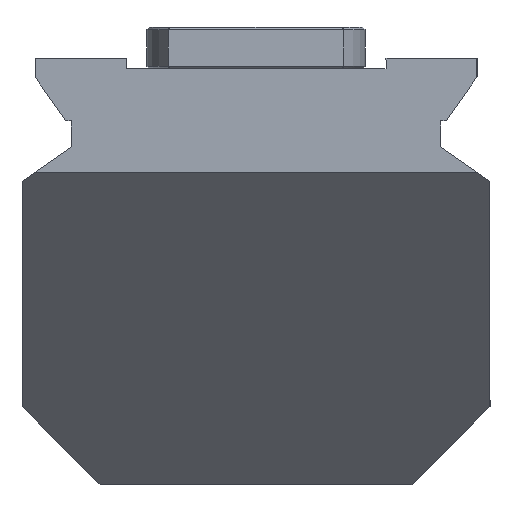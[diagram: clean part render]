
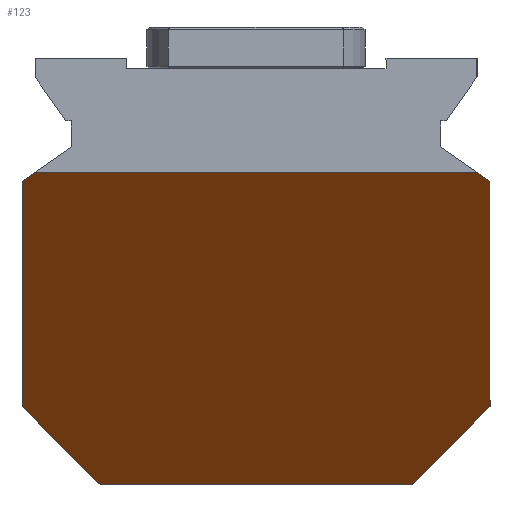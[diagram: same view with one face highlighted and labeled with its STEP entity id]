
A CAD part, left-side view. The second image highlights one B-rep face of the part: STEP entity #123.
In plain terms, the highlighted planar face has unit normal (-0.707, 0, -0.707).
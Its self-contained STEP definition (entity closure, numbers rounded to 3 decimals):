
#69=PLANE('',#1069);
#123=ADVANCED_FACE('',(#184),#69,.T.);
#184=FACE_OUTER_BOUND('',#243,.T.);
#243=EDGE_LOOP('',(#615,#616,#617,#618,#619,#620,#621,#622));
#289=LINE('',#1522,#380);
#293=LINE('',#1531,#384);
#318=LINE('',#1581,#409);
#321=LINE('',#1587,#412);
#322=LINE('',#1589,#413);
#323=LINE('',#1591,#414);
#324=LINE('',#1592,#415);
#325=LINE('',#1593,#416);
#380=VECTOR('',#1265,1.);
#384=VECTOR('',#1271,1.);
#409=VECTOR('',#1302,1.);
#412=VECTOR('',#1307,1.);
#413=VECTOR('',#1308,1.);
#414=VECTOR('',#1309,1.);
#415=VECTOR('',#1310,1.);
#416=VECTOR('',#1311,1.);
#615=ORIENTED_EDGE('',*,*,#857,.T.);
#616=ORIENTED_EDGE('',*,*,#889,.F.);
#617=ORIENTED_EDGE('',*,*,#890,.T.);
#618=ORIENTED_EDGE('',*,*,#891,.F.);
#619=ORIENTED_EDGE('',*,*,#886,.T.);
#620=ORIENTED_EDGE('',*,*,#892,.T.);
#621=ORIENTED_EDGE('',*,*,#861,.T.);
#622=ORIENTED_EDGE('',*,*,#893,.T.);
#747=VERTEX_POINT('',#1523);
#748=VERTEX_POINT('',#1524);
#751=VERTEX_POINT('',#1532);
#752=VERTEX_POINT('',#1533);
#773=VERTEX_POINT('',#1582);
#774=VERTEX_POINT('',#1583);
#775=VERTEX_POINT('',#1588);
#776=VERTEX_POINT('',#1590);
#857=EDGE_CURVE('',#747,#748,#289,.T.);
#861=EDGE_CURVE('',#751,#752,#293,.T.);
#886=EDGE_CURVE('',#773,#774,#318,.T.);
#889=EDGE_CURVE('',#775,#748,#321,.T.);
#890=EDGE_CURVE('',#775,#776,#322,.T.);
#891=EDGE_CURVE('',#773,#776,#323,.T.);
#892=EDGE_CURVE('',#774,#751,#324,.T.);
#893=EDGE_CURVE('',#752,#747,#325,.T.);
#1069=AXIS2_PLACEMENT_3D('',#1594,#1312,#1313);
#1265=DIRECTION('',(-0.707,0.,0.707));
#1271=DIRECTION('',(0.,-1.,0.));
#1302=DIRECTION('',(0.707,0.,-0.707));
#1307=DIRECTION('',(0.497,-0.712,-0.497));
#1308=DIRECTION('',(0.,1.,0.));
#1309=DIRECTION('',(-0.497,-0.712,0.497));
#1310=DIRECTION('',(0.577,-0.577,-0.577));
#1311=DIRECTION('',(-0.577,-0.577,0.577));
#1312=DIRECTION('',(-0.707,0.,-0.707));
#1313=DIRECTION('',(0.,1.,0.));
#1522=CARTESIAN_POINT('',(-5.,-45.,-67.));
#1523=CARTESIAN_POINT('',(-5.,-45.,-67.));
#1524=CARTESIAN_POINT('',(-48.369,-45.,-23.631));
#1531=CARTESIAN_POINT('',(10.,30.,-82.));
#1532=CARTESIAN_POINT('',(10.,30.,-82.));
#1533=CARTESIAN_POINT('',(10.,-30.,-82.));
#1581=CARTESIAN_POINT('',(-46.,45.,-26.));
#1582=CARTESIAN_POINT('',(-48.369,45.,-23.631));
#1583=CARTESIAN_POINT('',(-5.,45.,-67.));
#1587=CARTESIAN_POINT('',(-25.532,-77.716,-46.468));
#1588=CARTESIAN_POINT('',(-50.,-42.663,-22.));
#1589=CARTESIAN_POINT('',(-50.,-41.,-22.));
#1590=CARTESIAN_POINT('',(-50.,42.663,-22.));
#1591=CARTESIAN_POINT('',(-29.212,72.443,-42.788));
#1592=CARTESIAN_POINT('',(-5.,45.,-67.));
#1593=CARTESIAN_POINT('',(10.,-30.,-82.));
#1594=CARTESIAN_POINT('',(-20.,22.5,-52.));
